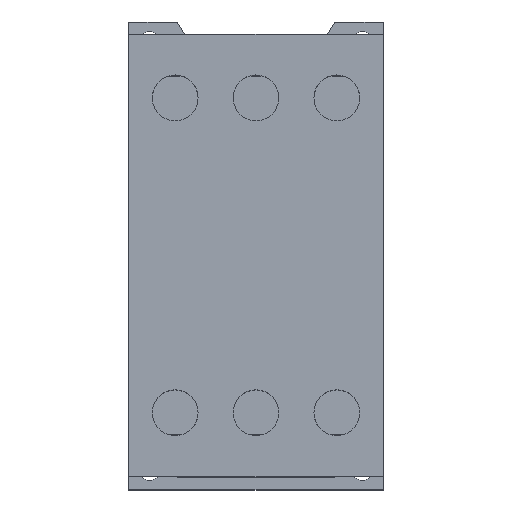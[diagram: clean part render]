
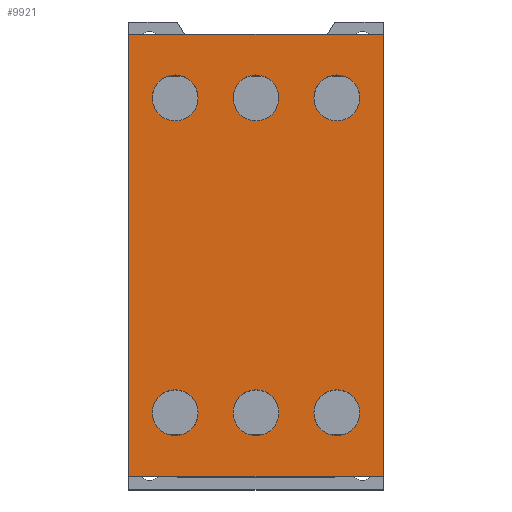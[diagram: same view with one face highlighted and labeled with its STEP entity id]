
A CAD part, top view. The second image highlights one B-rep face of the part: STEP entity #9921.
In plain terms, the highlighted planar face has unit normal (0, 0, 1).
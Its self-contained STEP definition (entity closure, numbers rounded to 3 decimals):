
#356 = DIRECTION ( 'NONE',  ( 0., 0., -1. ) ) ;
#390 = CARTESIAN_POINT ( 'NONE',  ( -19., -37., 96. ) ) ;
#391 = DIRECTION ( 'NONE',  ( -1., 0., 0. ) ) ;
#1030 = VERTEX_POINT ( 'NONE', #1630 ) ;
#1044 = CARTESIAN_POINT ( 'NONE',  ( -29.9, -52., 96. ) ) ;
#1085 = VERTEX_POINT ( 'NONE', #1657 ) ;
#1304 = VERTEX_POINT ( 'NONE', #1677 ) ;
#1444 = VERTEX_POINT ( 'NONE', #1805 ) ;
#1615 = CARTESIAN_POINT ( 'NONE',  ( 24.39, 37., 96. ) ) ;
#1630 = CARTESIAN_POINT ( 'NONE',  ( 13.61, -37., 96. ) ) ;
#1645 = CARTESIAN_POINT ( 'NONE',  ( 29.9, 52., 96. ) ) ;
#1657 = CARTESIAN_POINT ( 'NONE',  ( -5.39, -37., 96. ) ) ;
#1677 = CARTESIAN_POINT ( 'NONE',  ( -24.39, 37., 96. ) ) ;
#1770 = CARTESIAN_POINT ( 'NONE',  ( -13.61, -37., 96. ) ) ;
#1772 = CARTESIAN_POINT ( 'NONE',  ( 24.39, -37., 96. ) ) ;
#1805 = CARTESIAN_POINT ( 'NONE',  ( 29.9, -52., 96. ) ) ;
#1849 = CARTESIAN_POINT ( 'NONE',  ( -5.39, 37., 96. ) ) ;
#2001 = VERTEX_POINT ( 'NONE', #1849 ) ;
#2111 = VERTEX_POINT ( 'NONE', #1615 ) ;
#2205 = VERTEX_POINT ( 'NONE', #1645 ) ;
#2216 = VERTEX_POINT ( 'NONE', #2948 ) ;
#2300 = CARTESIAN_POINT ( 'NONE',  ( 5.39, 37., 96. ) ) ;
#2314 = VERTEX_POINT ( 'NONE', #1772 ) ;
#2317 = VERTEX_POINT ( 'NONE', #1770 ) ;
#2324 = CARTESIAN_POINT ( 'NONE',  ( 13.61, 37., 96. ) ) ;
#2359 = CARTESIAN_POINT ( 'NONE',  ( -24.39, -37., 96. ) ) ;
#2559 = VERTEX_POINT ( 'NONE', #2651 ) ;
#2651 = CARTESIAN_POINT ( 'NONE',  ( -13.61, 37., 96. ) ) ;
#2774 = VERTEX_POINT ( 'NONE', #1044 ) ;
#2940 = VERTEX_POINT ( 'NONE', #2359 ) ;
#2948 = CARTESIAN_POINT ( 'NONE',  ( 5.39, -37., 96. ) ) ;
#2995 = VERTEX_POINT ( 'NONE', #3264 ) ;
#3138 = VERTEX_POINT ( 'NONE', #2300 ) ;
#3139 = VERTEX_POINT ( 'NONE', #2324 ) ;
#3264 = CARTESIAN_POINT ( 'NONE',  ( -29.9, 52., 96. ) ) ;
#3446 = DIRECTION ( 'NONE',  ( -1., 0., 0. ) ) ;
#3451 = CARTESIAN_POINT ( 'NONE',  ( -19., 37., 96. ) ) ;
#3459 = DIRECTION ( 'NONE',  ( 0., 0., -1. ) ) ;
#3898 = VECTOR ( 'NONE', #8407, 1000. ) ;
#4349 = CIRCLE ( 'NONE', #11978, 5.39 ) ;
#4433 = VECTOR ( 'NONE', #8101, 1000. ) ;
#4695 = LINE ( 'NONE', #8409, #3898 ) ;
#4830 = LINE ( 'NONE', #8331, #4433 ) ;
#5136 = ORIENTED_EDGE ( 'NONE', *, *, #9255, .T. ) ;
#5149 = ORIENTED_EDGE ( 'NONE', *, *, #13567, .T. ) ;
#5183 = ORIENTED_EDGE ( 'NONE', *, *, #9086, .T. ) ;
#5297 = ORIENTED_EDGE ( 'NONE', *, *, #13167, .T. ) ;
#5315 = ORIENTED_EDGE ( 'NONE', *, *, #9195, .T. ) ;
#5318 = ORIENTED_EDGE ( 'NONE', *, *, #8870, .F. ) ;
#5372 = ORIENTED_EDGE ( 'NONE', *, *, #8939, .T. ) ;
#5392 = ORIENTED_EDGE ( 'NONE', *, *, #9307, .T. ) ;
#5409 = ORIENTED_EDGE ( 'NONE', *, *, #9277, .T. ) ;
#5414 = ORIENTED_EDGE ( 'NONE', *, *, #13297, .T. ) ;
#5434 = ORIENTED_EDGE ( 'NONE', *, *, #8922, .T. ) ;
#5488 = DIRECTION ( 'NONE',  ( 0., 0., -1. ) ) ;
#5542 = CARTESIAN_POINT ( 'NONE',  ( 19., 37., 96. ) ) ;
#5565 = CARTESIAN_POINT ( 'NONE',  ( 0., 52., 96. ) ) ;
#5597 = ORIENTED_EDGE ( 'NONE', *, *, #8903, .T. ) ;
#5637 = DIRECTION ( 'NONE',  ( 0., 0., -1. ) ) ;
#5715 = ORIENTED_EDGE ( 'NONE', *, *, #9275, .T. ) ;
#5748 = CARTESIAN_POINT ( 'NONE',  ( 0., 37., 96. ) ) ;
#5807 = ORIENTED_EDGE ( 'NONE', *, *, #9210, .T. ) ;
#5840 = ORIENTED_EDGE ( 'NONE', *, *, #8894, .F. ) ;
#5893 = ORIENTED_EDGE ( 'NONE', *, *, #8888, .T. ) ;
#5923 = PLANE ( 'NONE',  #12131 ) ;
#5928 = CARTESIAN_POINT ( 'NONE',  ( 0., 0., 96. ) ) ;
#5965 = CARTESIAN_POINT ( 'NONE',  ( -29.9, 0., 96. ) ) ;
#6076 = CARTESIAN_POINT ( 'NONE',  ( 0., -37., 96. ) ) ;
#6097 = DIRECTION ( 'NONE',  ( 0., 0., -1. ) ) ;
#6140 = DIRECTION ( 'NONE',  ( -1., 0., 0. ) ) ;
#6162 = DIRECTION ( 'NONE',  ( -1., 0., 0. ) ) ;
#6210 = DIRECTION ( 'NONE',  ( 0., 0., -1. ) ) ;
#6229 = CARTESIAN_POINT ( 'NONE',  ( -19., -37., 96. ) ) ;
#6262 = DIRECTION ( 'NONE',  ( 0., -1., 0. ) ) ;
#6306 = DIRECTION ( 'NONE',  ( -1., 0., 0. ) ) ;
#6334 = DIRECTION ( 'NONE',  ( 0., 0., -1. ) ) ;
#6385 = DIRECTION ( 'NONE',  ( 1., 0., 0. ) ) ;
#6402 = CARTESIAN_POINT ( 'NONE',  ( 19., -37., 96. ) ) ;
#6446 = DIRECTION ( 'NONE',  ( -1., 0., 0. ) ) ;
#6465 = DIRECTION ( 'NONE',  ( 0., 0., 1. ) ) ;
#6485 = DIRECTION ( 'NONE',  ( -1., 0., 0. ) ) ;
#6495 = DIRECTION ( 'NONE',  ( -1., 0., 0. ) ) ;
#6515 = FACE_BOUND ( 'NONE', #11420, .T. ) ;
#6560 = CIRCLE ( 'NONE', #12070, 5.39 ) ;
#6601 = CIRCLE ( 'NONE', #12240, 5.39 ) ;
#6653 = CIRCLE ( 'NONE', #12062, 5.39 ) ;
#6664 = FACE_BOUND ( 'NONE', #11284, .T. ) ;
#6778 = CIRCLE ( 'NONE', #11951, 5.39 ) ;
#6940 = CIRCLE ( 'NONE', #11961, 5.39 ) ;
#7016 = CIRCLE ( 'NONE', #12172, 5.39 ) ;
#7020 = FACE_BOUND ( 'NONE', #11360, .T. ) ;
#7036 = FACE_BOUND ( 'NONE', #11594, .T. ) ;
#7053 = FACE_BOUND ( 'NONE', #11638, .T. ) ;
#7149 = LINE ( 'NONE', #5965, #7275 ) ;
#7184 = LINE ( 'NONE', #5565, #7303 ) ;
#7268 = FACE_OUTER_BOUND ( 'NONE', #11344, .T. ) ;
#7275 = VECTOR ( 'NONE', #6262, 1000. ) ;
#7303 = VECTOR ( 'NONE', #6140, 1000. ) ;
#7347 = CIRCLE ( 'NONE', #12052, 5.39 ) ;
#7354 = CIRCLE ( 'NONE', #12011, 5.39 ) ;
#7423 = FACE_BOUND ( 'NONE', #11434, .T. ) ;
#7642 = CIRCLE ( 'NONE', #12099, 5.39 ) ;
#7840 = DIRECTION ( 'NONE',  ( 0., 0., -1. ) ) ;
#8101 = DIRECTION ( 'NONE',  ( -1., 0., 0. ) ) ;
#8251 = CARTESIAN_POINT ( 'NONE',  ( 19., -37., 96. ) ) ;
#8320 = CARTESIAN_POINT ( 'NONE',  ( 0., -37., 96. ) ) ;
#8331 = CARTESIAN_POINT ( 'NONE',  ( 29.9, -52., 96. ) ) ;
#8397 = DIRECTION ( 'NONE',  ( -1., 0., 0. ) ) ;
#8407 = DIRECTION ( 'NONE',  ( 0., -1., 0. ) ) ;
#8409 = CARTESIAN_POINT ( 'NONE',  ( 29.9, 52., 96. ) ) ;
#8470 = DIRECTION ( 'NONE',  ( -1., 0., 0. ) ) ;
#8528 = DIRECTION ( 'NONE',  ( 0., 0., -1. ) ) ;
#8540 = DIRECTION ( 'NONE',  ( -1., 0., 0. ) ) ;
#8633 = CARTESIAN_POINT ( 'NONE',  ( 19., 37., 96. ) ) ;
#8645 = DIRECTION ( 'NONE',  ( 0., 0., -1. ) ) ;
#8770 = DIRECTION ( 'NONE',  ( 0., 0., -1. ) ) ;
#8775 = DIRECTION ( 'NONE',  ( -1., 0., 0. ) ) ;
#8782 = CARTESIAN_POINT ( 'NONE',  ( -19., 37., 96. ) ) ;
#8870 = EDGE_CURVE ( 'NONE', #1444, #2774, #4830, .T. ) ;
#8888 = EDGE_CURVE ( 'NONE', #2314, #1030, #4349, .T. ) ;
#8894 = EDGE_CURVE ( 'NONE', #2205, #1444, #4695, .T. ) ;
#8903 = EDGE_CURVE ( 'NONE', #1304, #2559, #7347, .T. ) ;
#8922 = EDGE_CURVE ( 'NONE', #2111, #3139, #6653, .T. ) ;
#8939 = EDGE_CURVE ( 'NONE', #1085, #2216, #6601, .T. ) ;
#9086 = EDGE_CURVE ( 'NONE', #2216, #1085, #7016, .T. ) ;
#9195 = EDGE_CURVE ( 'NONE', #2995, #2774, #7149, .T. ) ;
#9210 = EDGE_CURVE ( 'NONE', #2940, #2317, #6940, .T. ) ;
#9255 = EDGE_CURVE ( 'NONE', #3139, #2111, #6778, .T. ) ;
#9275 = EDGE_CURVE ( 'NONE', #2001, #3138, #7642, .T. ) ;
#9277 = EDGE_CURVE ( 'NONE', #1030, #2314, #7354, .T. ) ;
#9307 = EDGE_CURVE ( 'NONE', #2205, #2995, #7184, .T. ) ;
#9587 = CIRCLE ( 'NONE', #12549, 5.39 ) ;
#9845 = CIRCLE ( 'NONE', #11860, 5.39 ) ;
#9921 = ADVANCED_FACE ( 'NONE', ( #7268, #7020, #6515, #7423, #7036, #7053, #6664 ), #5923, .T. ) ;
#11284 = EDGE_LOOP ( 'NONE', ( #5136, #5434 ) ) ;
#11344 = EDGE_LOOP ( 'NONE', ( #5318, #5840, #5392, #5315 ) ) ;
#11360 = EDGE_LOOP ( 'NONE', ( #5807, #5297 ) ) ;
#11420 = EDGE_LOOP ( 'NONE', ( #5372, #5183 ) ) ;
#11434 = EDGE_LOOP ( 'NONE', ( #5409, #5893 ) ) ;
#11594 = EDGE_LOOP ( 'NONE', ( #5597, #5149 ) ) ;
#11638 = EDGE_LOOP ( 'NONE', ( #5715, #5414 ) ) ;
#11860 = AXIS2_PLACEMENT_3D ( 'NONE', #12999, #12806, #12735 ) ;
#11951 = AXIS2_PLACEMENT_3D ( 'NONE', #5542, #6334, #6446 ) ;
#11961 = AXIS2_PLACEMENT_3D ( 'NONE', #6229, #6097, #6162 ) ;
#11978 = AXIS2_PLACEMENT_3D ( 'NONE', #8251, #7840, #8470 ) ;
#12011 = AXIS2_PLACEMENT_3D ( 'NONE', #6402, #5488, #6485 ) ;
#12052 = AXIS2_PLACEMENT_3D ( 'NONE', #8782, #8770, #8775 ) ;
#12062 = AXIS2_PLACEMENT_3D ( 'NONE', #8633, #8645, #8397 ) ;
#12070 = AXIS2_PLACEMENT_3D ( 'NONE', #390, #356, #391 ) ;
#12099 = AXIS2_PLACEMENT_3D ( 'NONE', #5748, #6210, #6306 ) ;
#12131 = AXIS2_PLACEMENT_3D ( 'NONE', #5928, #6465, #6385 ) ;
#12172 = AXIS2_PLACEMENT_3D ( 'NONE', #6076, #5637, #6495 ) ;
#12240 = AXIS2_PLACEMENT_3D ( 'NONE', #8320, #8528, #8540 ) ;
#12549 = AXIS2_PLACEMENT_3D ( 'NONE', #3451, #3459, #3446 ) ;
#12735 = DIRECTION ( 'NONE',  ( -1., 0., 0. ) ) ;
#12806 = DIRECTION ( 'NONE',  ( 0., 0., -1. ) ) ;
#12999 = CARTESIAN_POINT ( 'NONE',  ( 0., 37., 96. ) ) ;
#13167 = EDGE_CURVE ( 'NONE', #2317, #2940, #6560, .T. ) ;
#13297 = EDGE_CURVE ( 'NONE', #3138, #2001, #9845, .T. ) ;
#13567 = EDGE_CURVE ( 'NONE', #2559, #1304, #9587, .T. ) ;
